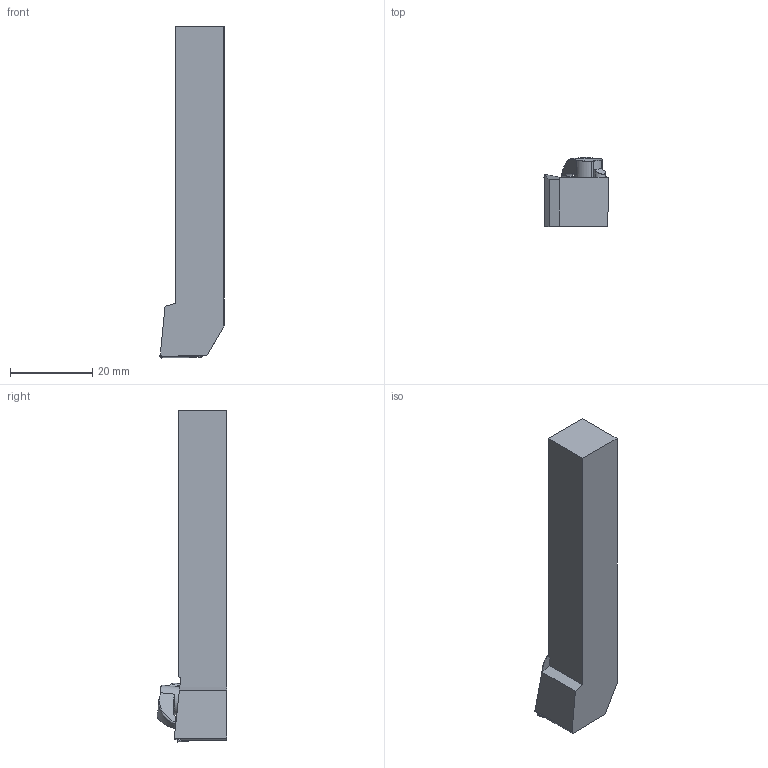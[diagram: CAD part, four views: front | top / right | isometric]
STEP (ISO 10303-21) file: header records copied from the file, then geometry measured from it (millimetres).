
FILE_DESCRIPTION(/* description */ ('3-D model version:1'),/* implementation_level */ '2;1');
FILE_NAME(/* name */ 'CTFPR 1212F 11',/* time_stamp */ '2015-11-10T10:05:10+01:00',/* author */ ('InteractiveCad'),/* organization */ ('AB Sandvik Coromant'),/* preprocessor_version */ 'ST-DEVELOPER v15',/* originating_system */ 'SIEMENS PLM Software NX 8.5',/* authorisation */ '');
FILE_SCHEMA (('AP203_CONFIGURATION_CONTROLLED_3D_DESIGN_OF_MECHANICAL_PARTS_AND_ASSEMBLIES_MIM_LF { 1 0 10303 403 2 1 2}'));
Length unit declared in the file: millimetre
Products named in the file (1): CTFPR_1212F_11_SIM
Bounding box: 15.65 x 16.94 x 80.8 mm (x, y, z)
Volume: 12001.4 mm3; surface area: 4697.6 mm2
Topology: 3 solids, 3 shells, 72 faces, 191 edges, 124 vertices
Faces by surface type: plane 38, cylinder 17, torus 6, bspline 3, cone 3, extrusion 3, sphere 2
Entity records: 2727 total; most frequent: CARTESIAN_POINT 882, ORIENTED_EDGE 376, DIRECTION 343, EDGE_CURVE 188, VERTEX_POINT 122, AXIS2_PLACEMENT_3D 120, VECTOR 103, LINE 100
